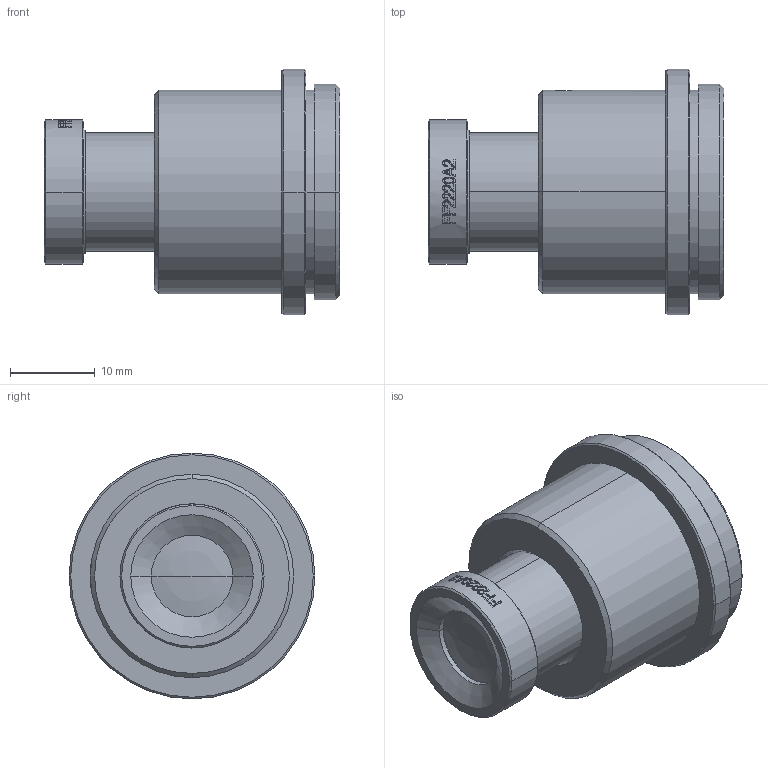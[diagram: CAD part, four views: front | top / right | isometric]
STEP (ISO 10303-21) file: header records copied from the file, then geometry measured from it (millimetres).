
FILE_DESCRIPTION((''),'2;1');
FILE_NAME('ASM0001_ASM','2024-01-18T09:17:28',('Administrator'),(''),'CREO PARAMETRIC BY PTC INC, 2019010','CREO PARAMETRIC BY PTC INC, 2019010','');
FILE_SCHEMA(('CONFIG_CONTROL_DESIGN','SHAPE_APPEARANCE_LAYERS_GROUPS'));
Length unit declared in the file: millimetre
Products named in the file (14): FF2220A-G_2_ASM; FF2220A-G-A_3_1; FF2220A-G-A_3_2; FF2220A-G-A_3_ASM; I621942A-601_1; I621942A-602_1; V810094A-603_4; I621942A-604_1; I621942A-605_1; V810094A-606_3; I621942A-CCSZJ_1; M3X4_1; FF2220A2_ASM_14_ASM; ASM0001_ASM
Assembly tree (13 placements, depth 4):
  ASM0001_ASM
    FF2220A2_ASM_14_ASM
      FF2220A-G_2_ASM
      FF2220A-G-A_3_ASM
        FF2220A-G-A_3_1
        FF2220A-G-A_3_2
      I621942A-601_1
      I621942A-602_1
      V810094A-603_4
      I621942A-604_1
      I621942A-605_1
      V810094A-606_3
      I621942A-CCSZJ_1
      M3X4_1
Bounding box: 34.9 x 29 x 29 mm (x, y, z)
Volume: 6723.3 mm3; surface area: 7813.2 mm2
Topology: 10 solids, 10 shells, 335 faces, 918 edges, 620 vertices
Faces by surface type: cone 90, bspline 83, plane 82, cylinder 72, sphere 8
Entity records: 17677 total; most frequent: CARTESIAN_POINT 6522, ORIENTED_EDGE 1820, DIRECTION 1728, EDGE_CURVE 910, PRESENTATION_STYLE_ASSIGNMENT 786, STYLED_ITEM 778, CURVE_STYLE 770, AXIS2_PLACEMENT_3D 697
